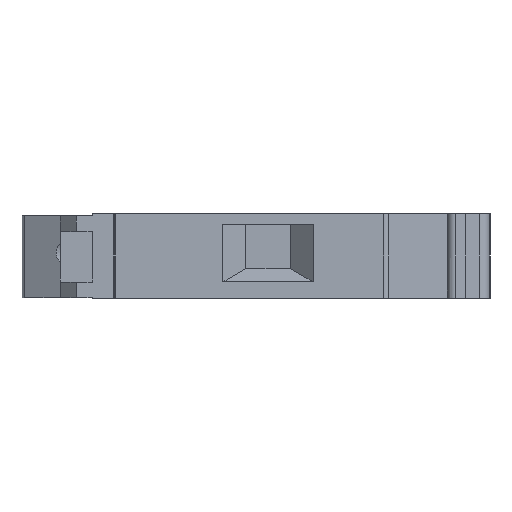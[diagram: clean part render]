
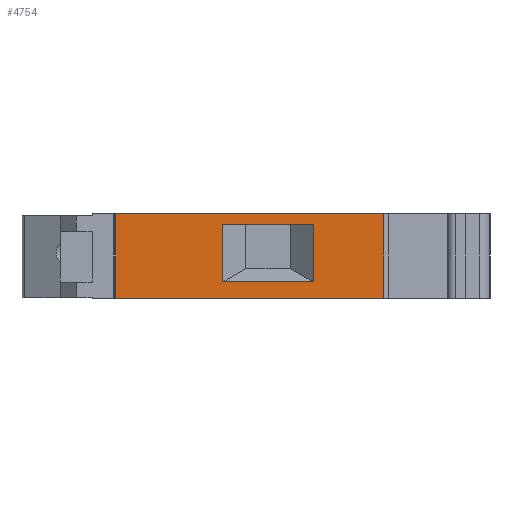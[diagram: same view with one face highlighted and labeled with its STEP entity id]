
A CAD part, left-side view. The second image highlights one B-rep face of the part: STEP entity #4754.
In plain terms, the highlighted planar face has unit normal (-1, 0, 0).
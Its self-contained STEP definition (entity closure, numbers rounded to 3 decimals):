
#680=ORIENTED_EDGE('',*,*,#1519,.F.);
#681=ORIENTED_EDGE('',*,*,#1520,.F.);
#682=ORIENTED_EDGE('',*,*,#1225,.T.);
#683=ORIENTED_EDGE('',*,*,#1518,.T.);
#684=ORIENTED_EDGE('',*,*,#1521,.T.);
#685=ORIENTED_EDGE('',*,*,#1522,.T.);
#686=ORIENTED_EDGE('',*,*,#1370,.T.);
#687=ORIENTED_EDGE('',*,*,#1385,.T.);
#1225=EDGE_CURVE('',#1738,#1736,#2074,.T.);
#1370=EDGE_CURVE('',#1856,#1855,#2184,.T.);
#1385=EDGE_CURVE('',#1855,#1868,#2196,.T.);
#1518=EDGE_CURVE('',#1736,#1934,#2300,.T.);
#1519=EDGE_CURVE('',#1935,#1934,#2301,.T.);
#1520=EDGE_CURVE('',#1738,#1935,#2302,.T.);
#1521=EDGE_CURVE('',#1868,#1936,#2303,.T.);
#1522=EDGE_CURVE('',#1936,#1856,#2304,.T.);
#1736=VERTEX_POINT('',#6153);
#1738=VERTEX_POINT('',#6156);
#1855=VERTEX_POINT('',#6447);
#1856=VERTEX_POINT('',#6449);
#1868=VERTEX_POINT('',#6476);
#1934=VERTEX_POINT('',#6744);
#1935=VERTEX_POINT('',#6748);
#1936=VERTEX_POINT('',#6751);
#2074=LINE('',#6155,#2484);
#2184=LINE('',#6448,#2594);
#2196=LINE('',#6477,#2606);
#2300=LINE('',#6745,#2710);
#2301=LINE('',#6747,#2711);
#2302=LINE('',#6749,#2712);
#2303=LINE('',#6750,#2713);
#2304=LINE('',#6752,#2714);
#2484=VECTOR('',#5166,1000.);
#2594=VECTOR('',#5398,1000.);
#2606=VECTOR('',#5418,1000.);
#2710=VECTOR('',#5710,1000.);
#2711=VECTOR('',#5713,1000.);
#2712=VECTOR('',#5714,1000.);
#2713=VECTOR('',#5715,1000.);
#2714=VECTOR('',#5716,1000.);
#2974=EDGE_LOOP('',(#680,#681,#682,#683));
#2975=EDGE_LOOP('',(#684,#685,#686,#687));
#3164=FACE_BOUND('',#2974,.T.);
#3165=FACE_BOUND('',#2975,.T.);
#3320=PLANE('',#5010);
#4754=ADVANCED_FACE('',(#3164,#3165),#3320,.T.);
#5010=AXIS2_PLACEMENT_3D('',#6746,#5711,#5712);
#5166=DIRECTION('',(0.,1.,0.));
#5398=DIRECTION('',(0.,-1.,0.));
#5418=DIRECTION('',(0.,0.,1.));
#5710=DIRECTION('',(0.,0.,1.));
#5711=DIRECTION('',(-1.,0.,0.));
#5712=DIRECTION('',(0.,0.,1.));
#5713=DIRECTION('',(0.,1.,0.));
#5714=DIRECTION('',(0.,0.,1.));
#5715=DIRECTION('',(0.,1.,0.));
#5716=DIRECTION('',(0.,0.,-1.));
#6153=CARTESIAN_POINT('',(-25.998,14.13,1.56));
#6155=CARTESIAN_POINT('',(-25.998,5.63,1.56));
#6156=CARTESIAN_POINT('',(-25.998,5.63,1.56));
#6447=CARTESIAN_POINT('',(-25.998,-0.97,0.));
#6448=CARTESIAN_POINT('',(-25.998,4.23,0.));
#6449=CARTESIAN_POINT('',(-25.998,24.23,0.));
#6476=CARTESIAN_POINT('',(-25.998,-0.97,8.));
#6477=CARTESIAN_POINT('',(-25.998,-0.97,0.));
#6744=CARTESIAN_POINT('',(-25.998,14.13,7.));
#6745=CARTESIAN_POINT('',(-25.998,14.13,1.56));
#6746=CARTESIAN_POINT('',(-25.998,4.23,8.));
#6747=CARTESIAN_POINT('',(-25.998,4.23,7.));
#6748=CARTESIAN_POINT('',(-25.998,5.63,7.));
#6749=CARTESIAN_POINT('',(-25.998,5.63,1.56));
#6750=CARTESIAN_POINT('',(-25.998,4.23,8.));
#6751=CARTESIAN_POINT('',(-25.998,24.23,8.));
#6752=CARTESIAN_POINT('',(-25.998,24.23,8.));
